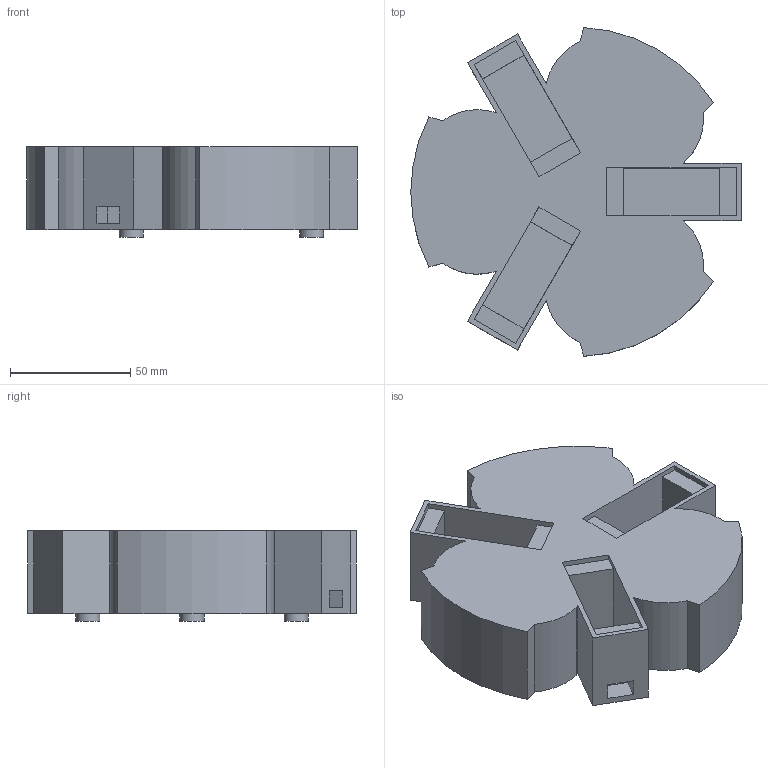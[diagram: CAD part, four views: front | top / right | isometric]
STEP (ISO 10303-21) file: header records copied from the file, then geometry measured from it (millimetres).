
FILE_DESCRIPTION(/* description */ ('','CAx-IF Rec.Pracs.---Representation and Presentation of Product Manufacturing Information (PMI)---4.0---2014-10-13'),/* implementation_level */ '2;1');
FILE_NAME(/* name */ 'hand_bottom.step',/* time_stamp */ '2025-01-22T13:43:33Z',/* author */ (''),/* organization */ (''),/* preprocessor_version */ 'ST-DEVELOPER v20',/* originating_system */ 'Autodesk Translation Framework v13.20.0.188',/* authorisation */ '');
FILE_SCHEMA (('AP242_MANAGED_MODEL_BASED_3D_ENGINEERING_MIM_LF { 1 0 10303 442 1 1 4 }'));
Length unit declared in the file: millimetre
Products named in the file (1): hand_bottom
Bounding box: 137.47 x 136.77 x 37.75 mm (x, y, z)
Volume: 368452.7 mm3; surface area: 59139.2 mm2
Topology: 1 solids, 1 shells, 78 faces, 207 edges, 138 vertices
Faces by surface type: plane 66, cylinder 12
Full cylindrical faces by diameter (mm): 10 x3
Entity records: 2436 total; most frequent: CARTESIAN_POINT 424, ORIENTED_EDGE 414, DIRECTION 389, EDGE_CURVE 207, LINE 183, VECTOR 183, VERTEX_POINT 138, AXIS2_PLACEMENT_3D 103
